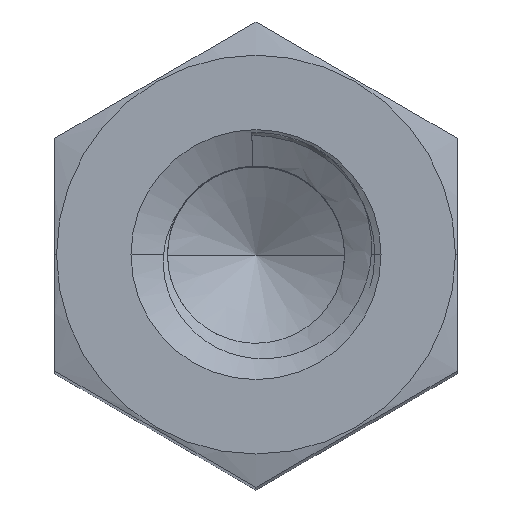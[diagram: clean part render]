
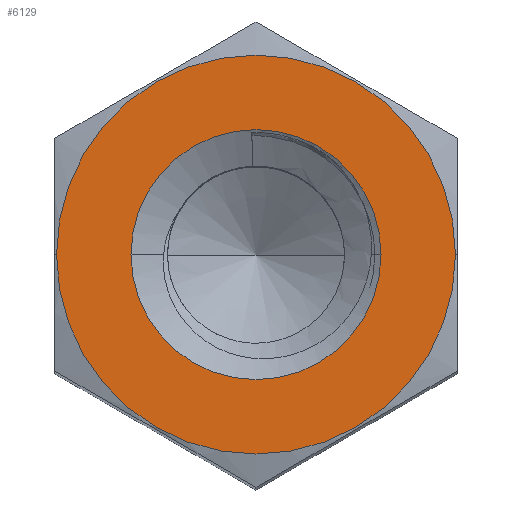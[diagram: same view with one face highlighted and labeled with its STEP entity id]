
A CAD part, top view. The second image highlights one B-rep face of the part: STEP entity #6129.
In plain terms, the highlighted planar face has unit normal (0, 0, 1).
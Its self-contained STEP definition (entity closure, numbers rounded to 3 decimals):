
#198 = CARTESIAN_POINT ( 'NONE',  ( -2.389, 0., 19.685 ) ) ;
#207 = CARTESIAN_POINT ( 'NONE',  ( 2.389, 0., 19.685 ) ) ;
#2612 = CIRCLE ( 'NONE', #2615, 2.389 ) ;
#2615 = AXIS2_PLACEMENT_3D ( 'NONE', #2649, #2648, #2634 ) ;
#2634 = DIRECTION ( 'NONE',  ( 1., 0., 0. ) ) ;
#2648 = DIRECTION ( 'NONE',  ( 0., 0., 1. ) ) ;
#2649 = CARTESIAN_POINT ( 'NONE',  ( 0., 0., 19.685 ) ) ;
#2731 = CARTESIAN_POINT ( 'NONE',  ( -1.497, 0., 19.685 ) ) ;
#2745 = CIRCLE ( 'NONE', #2750, 1.497 ) ;
#2747 = DIRECTION ( 'NONE',  ( 1., 0., 0. ) ) ;
#2748 = DIRECTION ( 'NONE',  ( 0., 0., -1. ) ) ;
#2749 = CARTESIAN_POINT ( 'NONE',  ( 0., 0., 19.685 ) ) ;
#2750 = AXIS2_PLACEMENT_3D ( 'NONE', #2749, #2748, #2747 ) ;
#2827 = CARTESIAN_POINT ( 'NONE',  ( 1.497, 0., 19.685 ) ) ;
#3320 = AXIS2_PLACEMENT_3D ( 'NONE', #3330, #3329, #3328 ) ;
#3328 = DIRECTION ( 'NONE',  ( 1., 0., 0. ) ) ;
#3329 = DIRECTION ( 'NONE',  ( 0., 0., 1. ) ) ;
#3330 = CARTESIAN_POINT ( 'NONE',  ( 0., 0., 19.685 ) ) ;
#3333 = DIRECTION ( 'NONE',  ( 1., 0., 0. ) ) ;
#3334 = DIRECTION ( 'NONE',  ( 0., 0., -1. ) ) ;
#3335 = CARTESIAN_POINT ( 'NONE',  ( 0., 0., 19.685 ) ) ;
#3336 = AXIS2_PLACEMENT_3D ( 'NONE', #3335, #3334, #3333 ) ;
#3337 = FACE_BOUND ( 'NONE', #5998, .T. ) ;
#3338 = FACE_OUTER_BOUND ( 'NONE', #6201, .T. ) ;
#3346 = CIRCLE ( 'NONE', #3336, 1.497 ) ;
#3350 = PLANE ( 'NONE',  #3320 ) ;
#3919 = CIRCLE ( 'NONE', #3925, 2.389 ) ;
#3920 = DIRECTION ( 'NONE',  ( 1., 0., 0. ) ) ;
#3921 = DIRECTION ( 'NONE',  ( 0., 0., 1. ) ) ;
#3922 = CARTESIAN_POINT ( 'NONE',  ( 0., 0., 19.685 ) ) ;
#3925 = AXIS2_PLACEMENT_3D ( 'NONE', #3922, #3921, #3920 ) ;
#5621 = VERTEX_POINT ( 'NONE', #2731 ) ;
#5624 = EDGE_CURVE ( 'NONE', #5668, #5669, #2612, .T. ) ;
#5632 = EDGE_CURVE ( 'NONE', #5634, #5621, #2745, .T. ) ;
#5634 = VERTEX_POINT ( 'NONE', #2827 ) ;
#5668 = VERTEX_POINT ( 'NONE', #207 ) ;
#5669 = VERTEX_POINT ( 'NONE', #198 ) ;
#5994 = EDGE_CURVE ( 'NONE', #5669, #5668, #3919, .T. ) ;
#5998 = EDGE_LOOP ( 'NONE', ( #5999, #6122 ) ) ;
#5999 = ORIENTED_EDGE ( 'NONE', *, *, #5632, .T. ) ;
#6037 = ORIENTED_EDGE ( 'NONE', *, *, #5994, .T. ) ;
#6122 = ORIENTED_EDGE ( 'NONE', *, *, #6126, .T. ) ;
#6126 = EDGE_CURVE ( 'NONE', #5621, #5634, #3346, .T. ) ;
#6128 = ORIENTED_EDGE ( 'NONE', *, *, #5624, .T. ) ;
#6129 = ADVANCED_FACE ( 'NONE', ( #3338, #3337 ), #3350, .T. ) ;
#6201 = EDGE_LOOP ( 'NONE', ( #6037, #6128 ) ) ;
